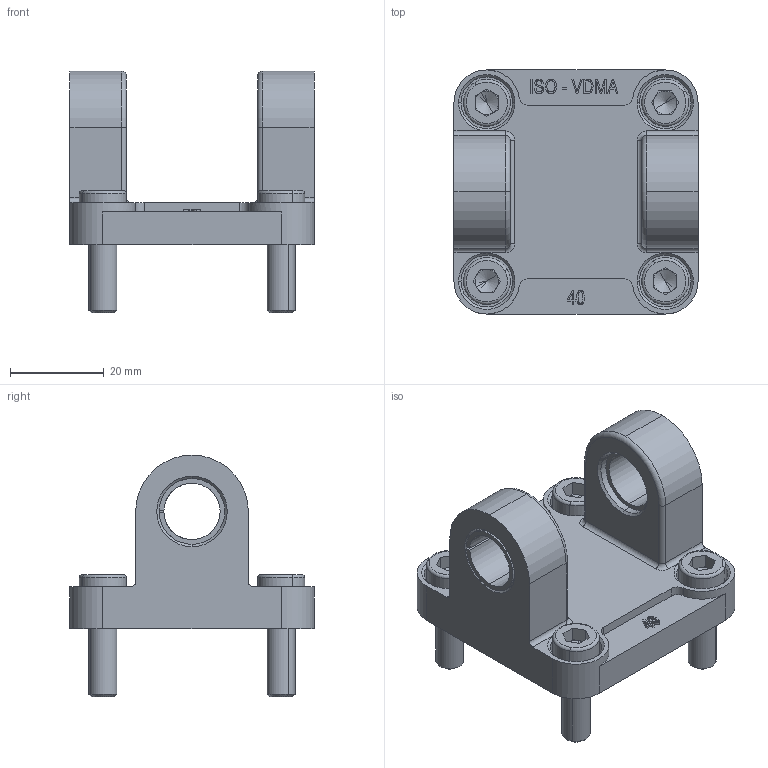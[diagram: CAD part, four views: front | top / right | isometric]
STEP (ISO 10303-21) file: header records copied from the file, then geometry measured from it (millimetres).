
FILE_DESCRIPTION (( 'STEP AP203' ), '1' );
FILE_NAME ('CFE040A1S.step', '2022-03-10T11:55:37', ( '' ), ( '' ), 'SwSTEP 2.0', 'SolidWorks 2021', '' );
FILE_SCHEMA (( 'CONFIG_CONTROL_DESIGN' ));
Length unit declared in the file: millimetre
Products named in the file (5): BC02812000; CFE040A1S; CFE1040000; CFE1040B00; VT00706200_DIN 912 M6 x 20 --- 20C
Assembly tree (8 placements, depth 3):
  CFE040A1S
    CFE1040000
      CFE1040B00
      BC02812000  x2
    VT00706200_DIN 912 M6 x 20 --- 20C  x4
Bounding box: 52 x 52 x 51.5 mm (x, y, z)
Volume: 31766.9 mm3; surface area: 16933.9 mm2
Topology: 7 solids, 7 shells, 359 faces, 866 edges, 537 vertices
Faces by surface type: plane 166, cylinder 72, cone 50, bspline 46, torus 25
Entity records: 10883 total; most frequent: CARTESIAN_POINT 4014, ORIENTED_EDGE 1332, DIRECTION 1220, EDGE_CURVE 666, VERTEX_POINT 422, AXIS2_PLACEMENT_3D 412, LINE 396, VECTOR 396
